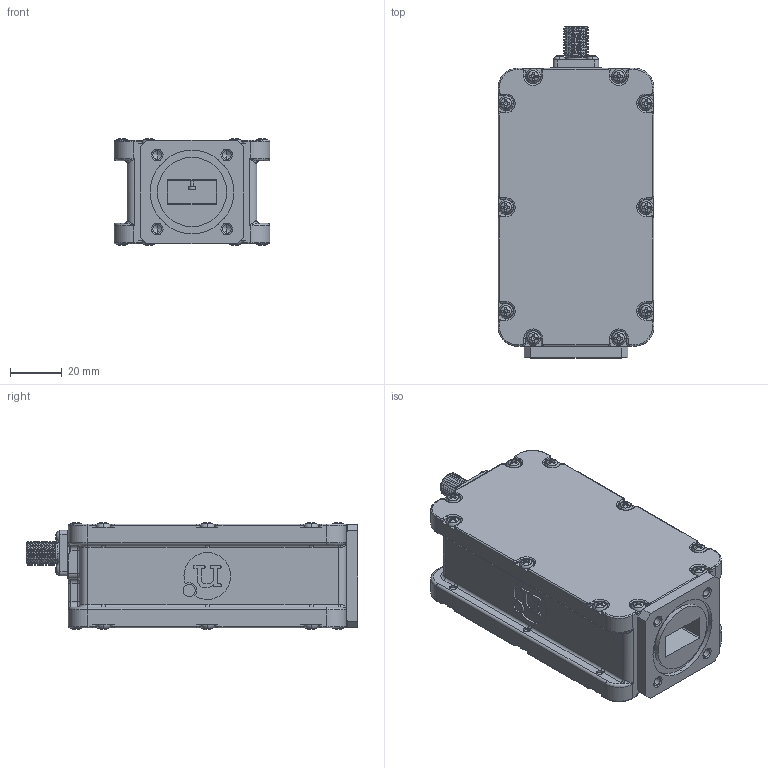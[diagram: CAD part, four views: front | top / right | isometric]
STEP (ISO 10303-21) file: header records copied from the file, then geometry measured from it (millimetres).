
FILE_DESCRIPTION (( 'STEP AP214' ), '1' );
FILE_NAME ('A500F(Logo).STEP', '2024-04-11T01:19:46', ( '' ), ( '' ), 'SwSTEP 2.0', 'SolidWorks 2020', '' );
FILE_SCHEMA (( 'AUTOMOTIVE_DESIGN' ));
Length unit declared in the file: millimetre
Products named in the file (3): A500F(Logo); A500F(Logo)1; A500F(Logo)2
Assembly tree (2 placements, depth 2):
  A500F(Logo)
    A500F(Logo)1
    A500F(Logo)2
Bounding box: 60 x 127.8 x 41.38 mm (x, y, z)
Volume: 125102.6 mm3; surface area: 64490.3 mm2
Topology: 2 solids, 35 shells, 1874 faces, 4765 edges, 2950 vertices
Faces by surface type: plane 712, cylinder 486, cone 417, torus 203, bspline 30, sphere 26
Entity records: 72178 total; most frequent: CARTESIAN_POINT 32469, ORIENTED_EDGE 9322, DIRECTION 6472, EDGE_CURVE 4661, VERTEX_POINT 2950, AXIS2_PLACEMENT_3D 2665, B_SPLINE_CURVE_WITH_KNOTS 2603, EDGE_LOOP 2025
